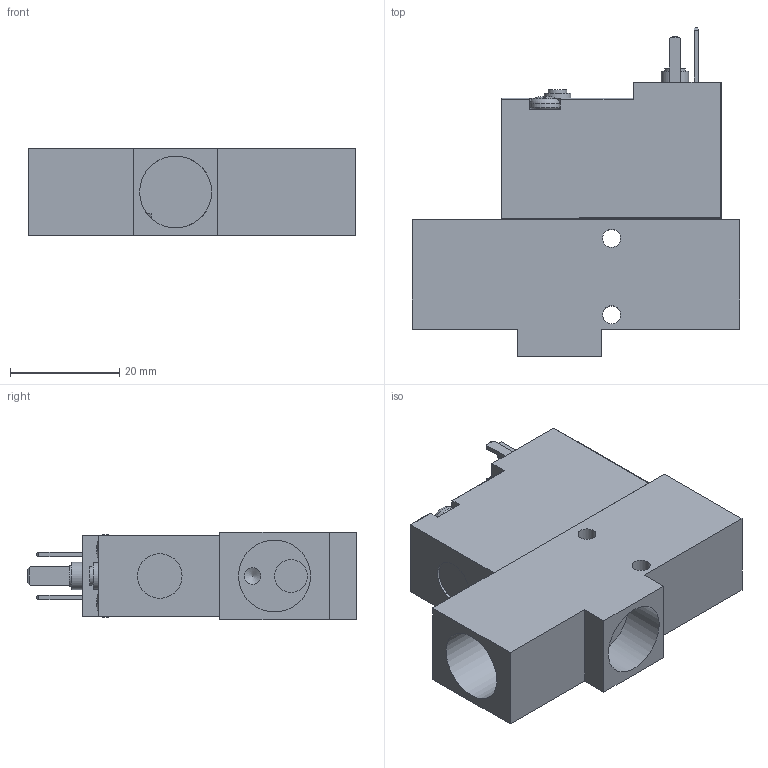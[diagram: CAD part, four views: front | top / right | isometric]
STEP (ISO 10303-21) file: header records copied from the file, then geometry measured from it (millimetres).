
FILE_DESCRIPTION(/* description */ (''),/* implementation_level */ '2;1');
FILE_NAME(/* name */ '112 060 09kpart.stp',/* time_stamp */ '2017-10-13T11:17:24+02:00',/* author */ ('hj'),/* organization */ ('AVAC Vakuumteknik AB'),/* preprocessor_version */ 'ST-DEVELOPER v16.5',/* originating_system */ 'Autodesk Inventor 2017',/* authorisation */ '');
FILE_SCHEMA (('AUTOMOTIVE_DESIGN { 1 0 10303 214 3 1 1 }'));
Length unit declared in the file: millimetre
Products named in the file (1): 112 060 09kpart
Bounding box: 60 x 60.2 x 16 mm (x, y, z)
Volume: 29821.8 mm3; surface area: 12324 mm2
Topology: 1 solids, 12 shells, 262 faces, 634 edges, 407 vertices
Faces by surface type: plane 129, cylinder 72, cone 29, torus 28, sphere 4
Full cylindrical faces by diameter (mm): 2 x5, 2.487 x1, 2.729 x2, 3 x3, 3.15 x1, 3.2 x2, 3.3 x2, 3.4 x1, 3.8 x1, 4.9 x1, 5 x2, 6 x2, 8.15 x1, 13.157 x3
Entity records: 7677 total; most frequent: CARTESIAN_POINT 1361, DIRECTION 1304, ORIENTED_EDGE 1142, EDGE_CURVE 571, AXIS2_PLACEMENT_3D 495, VERTEX_POINT 388, EDGE_LOOP 335, LINE 314
